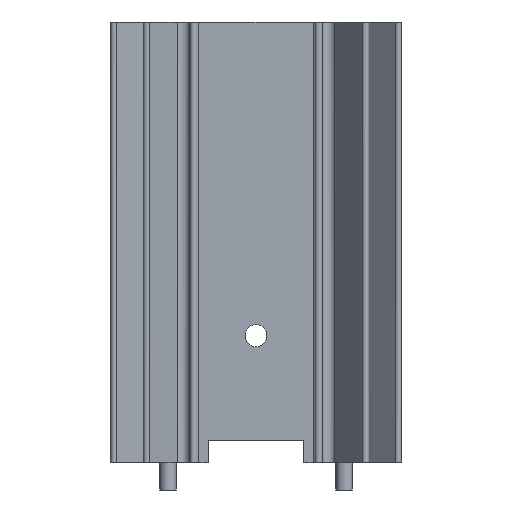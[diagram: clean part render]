
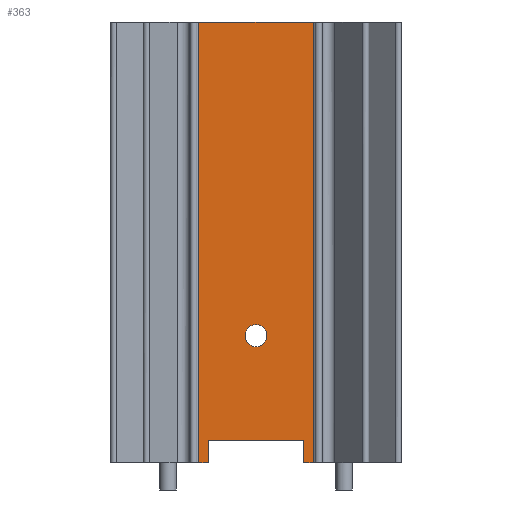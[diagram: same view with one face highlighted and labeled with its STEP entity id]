
A CAD part, front view. The second image highlights one B-rep face of the part: STEP entity #363.
In plain terms, the highlighted planar face has unit normal (0, -1, 0).
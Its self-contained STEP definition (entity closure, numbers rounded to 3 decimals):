
#11=FACE_BOUND('',#536,.T.);
#63=B_SPLINE_CURVE_WITH_KNOTS('',1,(#3028,#3029),.UNSPECIFIED.,.F.,.F.,
(2,2),(0.,63.5),.UNSPECIFIED.);
#65=B_SPLINE_CURVE_WITH_KNOTS('',1,(#3034,#3035),.UNSPECIFIED.,.F.,.F.,
(2,2),(0.,3.18),.UNSPECIFIED.);
#66=B_SPLINE_CURVE_WITH_KNOTS('',3,(#3036,#3037,#3038,#3039,#3040,#3041,
#3042),.UNSPECIFIED.,.F.,.F.,(4,3,4),(0.,6.86,13.72),
 .UNSPECIFIED.);
#67=B_SPLINE_CURVE_WITH_KNOTS('',1,(#3043,#3044),.UNSPECIFIED.,.F.,.F.,
(2,2),(0.,3.18),.UNSPECIFIED.);
#68=B_SPLINE_CURVE_WITH_KNOTS('',3,(#3045,#3046,#3047,#3048,#3049,#3050,
#3051),.UNSPECIFIED.,.F.,.F.,(4,3,4),(0.,0.001,1.402),
 .UNSPECIFIED.);
#69=B_SPLINE_CURVE_WITH_KNOTS('',1,(#3052,#3053),.UNSPECIFIED.,.F.,.F.,
(2,2),(0.,63.5),.UNSPECIFIED.);
#70=B_SPLINE_CURVE_WITH_KNOTS('',3,(#3054,#3055,#3056,#3057,#3058,#3059,
#3060,#3061,#3062,#3063,#3064,#3065,#3066),.UNSPECIFIED.,.F.,.F.,(4,3,3,
3,4),(0.,1.401,8.262,15.123,16.524),
 .UNSPECIFIED.);
#71=B_SPLINE_CURVE_WITH_KNOTS('',3,(#3067,#3068,#3069,#3070,#3071,#3072,
#3073),.UNSPECIFIED.,.F.,.F.,(4,3,4),(0.,1.401,1.402),
 .UNSPECIFIED.);
#363=ADVANCED_FACE('',(#449,#11),#1500,.T.);
#449=FACE_OUTER_BOUND('',#535,.T.);
#535=EDGE_LOOP('',(#690,#691,#692,#693,#694,#695,#696,#697));
#536=EDGE_LOOP('',(#698,#699));
#690=ORIENTED_EDGE('',*,*,#1142,.T.);
#691=ORIENTED_EDGE('',*,*,#1143,.T.);
#692=ORIENTED_EDGE('',*,*,#1144,.T.);
#693=ORIENTED_EDGE('',*,*,#1145,.T.);
#694=ORIENTED_EDGE('',*,*,#1146,.T.);
#695=ORIENTED_EDGE('',*,*,#1147,.T.);
#696=ORIENTED_EDGE('',*,*,#1140,.F.);
#697=ORIENTED_EDGE('',*,*,#1148,.T.);
#698=ORIENTED_EDGE('',*,*,#1311,.T.);
#699=ORIENTED_EDGE('',*,*,#1149,.T.);
#1140=EDGE_CURVE('',#1378,#1379,#63,.T.);
#1142=EDGE_CURVE('',#1380,#1381,#65,.T.);
#1143=EDGE_CURVE('',#1381,#1382,#66,.T.);
#1144=EDGE_CURVE('',#1382,#1383,#67,.T.);
#1145=EDGE_CURVE('',#1383,#1384,#68,.T.);
#1146=EDGE_CURVE('',#1384,#1385,#69,.T.);
#1147=EDGE_CURVE('',#1385,#1379,#70,.T.);
#1148=EDGE_CURVE('',#1378,#1380,#71,.T.);
#1149=EDGE_CURVE('',#1386,#1387,#1330,.T.);
#1311=EDGE_CURVE('',#1387,#1386,#1332,.T.);
#1330=(
BOUNDED_CURVE()
B_SPLINE_CURVE(2,(#3074,#3075,#3076,#3077,#3078),.UNSPECIFIED.,.F.,.F.)
B_SPLINE_CURVE_WITH_KNOTS((3,2,3),(0.,3.17,6.34),
 .UNSPECIFIED.)
CURVE()
GEOMETRIC_REPRESENTATION_ITEM()
RATIONAL_B_SPLINE_CURVE((1.,0.707,1.,0.707,1.))
REPRESENTATION_ITEM('')
);
#1332=(
BOUNDED_CURVE()
B_SPLINE_CURVE(2,(#3880,#3881,#3882,#3883,#3884),.UNSPECIFIED.,.F.,.F.)
B_SPLINE_CURVE_WITH_KNOTS((3,2,3),(-6.34,-3.17,0.),.UNSPECIFIED.)
CURVE()
GEOMETRIC_REPRESENTATION_ITEM()
RATIONAL_B_SPLINE_CURVE((1.,0.707,1.,0.707,1.))
REPRESENTATION_ITEM('')
);
#1378=VERTEX_POINT('',#2654);
#1379=VERTEX_POINT('',#2655);
#1380=VERTEX_POINT('',#2656);
#1381=VERTEX_POINT('',#2657);
#1382=VERTEX_POINT('',#2658);
#1383=VERTEX_POINT('',#2659);
#1384=VERTEX_POINT('',#2660);
#1385=VERTEX_POINT('',#2661);
#1386=VERTEX_POINT('',#2662);
#1387=VERTEX_POINT('',#2663);
#1500=PLANE('',#1538);
#1538=AXIS2_PLACEMENT_3D('',#1922,#1553,$);
#1553=DIRECTION('',(0.,-1.,0.));
#1922=CARTESIAN_POINT('',(-8.262,-0.792,0.));
#2654=CARTESIAN_POINT('',(-8.262,-0.792,0.));
#2655=CARTESIAN_POINT('',(-8.262,-0.792,63.5));
#2656=CARTESIAN_POINT('',(-6.86,-0.792,0.));
#2657=CARTESIAN_POINT('',(-6.86,-0.792,3.18));
#2658=CARTESIAN_POINT('',(6.86,-0.792,3.18));
#2659=CARTESIAN_POINT('',(6.86,-0.792,0.));
#2660=CARTESIAN_POINT('',(8.262,-0.792,0.));
#2661=CARTESIAN_POINT('',(8.262,-0.792,63.5));
#2662=CARTESIAN_POINT('',(1.585,-0.792,18.29));
#2663=CARTESIAN_POINT('',(-1.585,-0.792,18.29));
#3028=CARTESIAN_POINT('',(-8.262,-0.792,0.));
#3029=CARTESIAN_POINT('',(-8.262,-0.792,63.5));
#3034=CARTESIAN_POINT('',(-6.86,-0.792,0.));
#3035=CARTESIAN_POINT('',(-6.86,-0.792,3.18));
#3036=CARTESIAN_POINT('',(-6.86,-0.792,3.18));
#3037=CARTESIAN_POINT('',(-4.573,-0.792,3.18));
#3038=CARTESIAN_POINT('',(-2.287,-0.792,3.18));
#3039=CARTESIAN_POINT('',(0.,-0.792,3.18));
#3040=CARTESIAN_POINT('',(2.287,-0.792,3.18));
#3041=CARTESIAN_POINT('',(4.573,-0.792,3.18));
#3042=CARTESIAN_POINT('',(6.86,-0.792,3.18));
#3043=CARTESIAN_POINT('',(6.86,-0.792,3.18));
#3044=CARTESIAN_POINT('',(6.86,-0.792,0.));
#3045=CARTESIAN_POINT('',(6.86,-0.792,0.));
#3046=CARTESIAN_POINT('',(6.86,-0.792,0.));
#3047=CARTESIAN_POINT('',(6.86,-0.792,0.));
#3048=CARTESIAN_POINT('',(6.861,-0.792,0.));
#3049=CARTESIAN_POINT('',(7.328,-0.792,0.));
#3050=CARTESIAN_POINT('',(7.795,-0.792,0.));
#3051=CARTESIAN_POINT('',(8.262,-0.792,0.));
#3052=CARTESIAN_POINT('',(8.262,-0.792,0.));
#3053=CARTESIAN_POINT('',(8.262,-0.792,63.5));
#3054=CARTESIAN_POINT('',(8.262,-0.792,63.5));
#3055=CARTESIAN_POINT('',(7.795,-0.792,63.5));
#3056=CARTESIAN_POINT('',(7.328,-0.792,63.5));
#3057=CARTESIAN_POINT('',(6.861,-0.792,63.5));
#3058=CARTESIAN_POINT('',(4.574,-0.792,63.5));
#3059=CARTESIAN_POINT('',(2.287,-0.792,63.5));
#3060=CARTESIAN_POINT('',(0.,-0.792,63.5));
#3061=CARTESIAN_POINT('',(-2.287,-0.792,63.5));
#3062=CARTESIAN_POINT('',(-4.574,-0.792,63.5));
#3063=CARTESIAN_POINT('',(-6.861,-0.792,63.5));
#3064=CARTESIAN_POINT('',(-7.328,-0.792,63.5));
#3065=CARTESIAN_POINT('',(-7.795,-0.792,63.5));
#3066=CARTESIAN_POINT('',(-8.262,-0.792,63.5));
#3067=CARTESIAN_POINT('',(-8.262,-0.792,0.));
#3068=CARTESIAN_POINT('',(-7.795,-0.792,0.));
#3069=CARTESIAN_POINT('',(-7.328,-0.792,0.));
#3070=CARTESIAN_POINT('',(-6.861,-0.792,0.));
#3071=CARTESIAN_POINT('',(-6.86,-0.792,0.));
#3072=CARTESIAN_POINT('',(-6.86,-0.792,0.));
#3073=CARTESIAN_POINT('',(-6.86,-0.792,0.));
#3074=CARTESIAN_POINT('',(1.585,-0.792,18.29));
#3075=CARTESIAN_POINT('',(1.585,-0.792,16.705));
#3076=CARTESIAN_POINT('',(0.,-0.792,16.705));
#3077=CARTESIAN_POINT('',(-1.585,-0.792,16.705));
#3078=CARTESIAN_POINT('',(-1.585,-0.792,18.29));
#3880=CARTESIAN_POINT('',(-1.585,-0.792,18.29));
#3881=CARTESIAN_POINT('',(-1.585,-0.792,19.875));
#3882=CARTESIAN_POINT('',(0.,-0.792,19.875));
#3883=CARTESIAN_POINT('',(1.585,-0.792,19.875));
#3884=CARTESIAN_POINT('',(1.585,-0.792,18.29));
